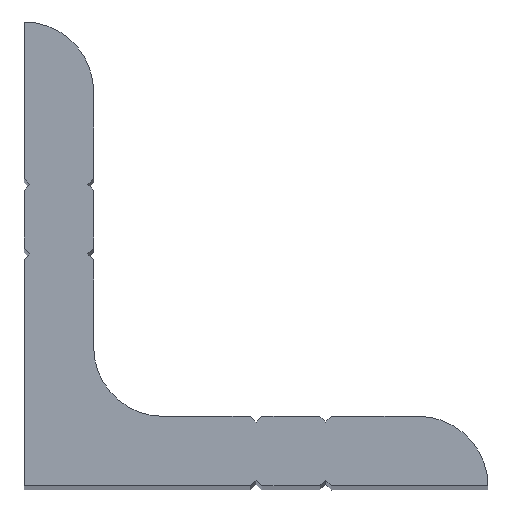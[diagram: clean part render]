
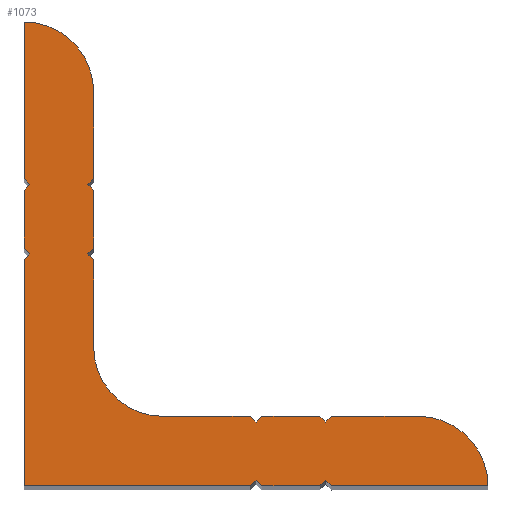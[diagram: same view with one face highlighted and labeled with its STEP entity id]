
A CAD part, top view. The second image highlights one B-rep face of the part: STEP entity #1073.
In plain terms, the highlighted planar face has unit normal (0, 0, 1).
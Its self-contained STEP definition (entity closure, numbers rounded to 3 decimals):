
#73=CARTESIAN_POINT('',(0.315,23.078,100.0));
#74=VERTEX_POINT('',#73);
#75=CARTESIAN_POINT('',(3.315,20.078,100.0));
#76=VERTEX_POINT('',#75);
#77=CARTESIAN_POINT('',(0.315,20.078,100.0));
#78=DIRECTION('',(0.0,0.0,-1.0));
#79=DIRECTION('',(-1.0,0.0,0.0));
#80=AXIS2_PLACEMENT_3D('',#77,#78,#79);
#81=CIRCLE('',#80,3.);
#82=EDGE_CURVE('',#74,#76,#81,.T.);
#115=CARTESIAN_POINT('',(3.315,16.328,100.0));
#116=VERTEX_POINT('',#115);
#117=CARTESIAN_POINT('',(3.315,20.078,100.0));
#118=DIRECTION('',(0.0,-1.0,0.0));
#119=VECTOR('',#118,3.75);
#120=LINE('',#117,#119);
#121=EDGE_CURVE('',#76,#116,#120,.T.);
#146=CARTESIAN_POINT('',(3.065,16.078,100.0));
#147=VERTEX_POINT('',#146);
#148=CARTESIAN_POINT('',(3.315,16.328,100.0));
#149=DIRECTION('',(-0.707,-0.707,0.0));
#150=VECTOR('',#149,0.354);
#151=LINE('',#148,#150);
#152=EDGE_CURVE('',#116,#147,#151,.T.);
#177=CARTESIAN_POINT('',(3.315,15.828,100.0));
#178=VERTEX_POINT('',#177);
#179=CARTESIAN_POINT('',(3.065,16.078,100.0));
#180=DIRECTION('',(0.707,-0.707,0.0));
#181=VECTOR('',#180,0.354);
#182=LINE('',#179,#181);
#183=EDGE_CURVE('',#147,#178,#182,.T.);
#208=CARTESIAN_POINT('',(3.315,13.328,100.0));
#209=VERTEX_POINT('',#208);
#210=CARTESIAN_POINT('',(3.315,15.828,100.0));
#211=DIRECTION('',(0.0,-1.0,0.0));
#212=VECTOR('',#211,2.5);
#213=LINE('',#210,#212);
#214=EDGE_CURVE('',#178,#209,#213,.T.);
#239=CARTESIAN_POINT('',(3.065,13.078,100.0));
#240=VERTEX_POINT('',#239);
#241=CARTESIAN_POINT('',(3.315,13.328,100.0));
#242=DIRECTION('',(-0.707,-0.707,0.0));
#243=VECTOR('',#242,0.354);
#244=LINE('',#241,#243);
#245=EDGE_CURVE('',#209,#240,#244,.T.);
#270=CARTESIAN_POINT('',(3.315,12.828,100.0));
#271=VERTEX_POINT('',#270);
#272=CARTESIAN_POINT('',(3.065,13.078,100.0));
#273=DIRECTION('',(0.707,-0.707,0.0));
#274=VECTOR('',#273,0.354);
#275=LINE('',#272,#274);
#276=EDGE_CURVE('',#240,#271,#275,.T.);
#301=CARTESIAN_POINT('',(3.315,9.078,100.0));
#302=VERTEX_POINT('',#301);
#303=CARTESIAN_POINT('',(3.315,12.828,100.0));
#304=DIRECTION('',(0.0,-1.0,0.0));
#305=VECTOR('',#304,3.75);
#306=LINE('',#303,#305);
#307=EDGE_CURVE('',#271,#302,#306,.T.);
#332=CARTESIAN_POINT('',(6.315,6.078,100.0));
#333=VERTEX_POINT('',#332);
#334=CARTESIAN_POINT('',(6.315,9.078,100.0));
#335=DIRECTION('',(0.0,0.0,1.0));
#336=DIRECTION('',(-1.0,0.0,0.0));
#337=AXIS2_PLACEMENT_3D('',#334,#335,#336);
#338=CIRCLE('',#337,3.);
#339=EDGE_CURVE('',#302,#333,#338,.T.);
#365=CARTESIAN_POINT('',(10.065,6.078,100.0));
#366=VERTEX_POINT('',#365);
#367=CARTESIAN_POINT('',(6.315,6.078,100.0));
#368=DIRECTION('',(1.0,0.0,0.0));
#369=VECTOR('',#368,3.75);
#370=LINE('',#367,#369);
#371=EDGE_CURVE('',#333,#366,#370,.T.);
#396=CARTESIAN_POINT('',(10.315,5.828,100.0));
#397=VERTEX_POINT('',#396);
#398=CARTESIAN_POINT('',(10.065,6.078,100.0));
#399=DIRECTION('',(0.707,-0.707,0.0));
#400=VECTOR('',#399,0.354);
#401=LINE('',#398,#400);
#402=EDGE_CURVE('',#366,#397,#401,.T.);
#427=CARTESIAN_POINT('',(10.565,6.078,100.0));
#428=VERTEX_POINT('',#427);
#429=CARTESIAN_POINT('',(10.315,5.828,100.0));
#430=DIRECTION('',(0.707,0.707,0.0));
#431=VECTOR('',#430,0.354);
#432=LINE('',#429,#431);
#433=EDGE_CURVE('',#397,#428,#432,.T.);
#458=CARTESIAN_POINT('',(13.065,6.078,100.0));
#459=VERTEX_POINT('',#458);
#460=CARTESIAN_POINT('',(10.565,6.078,100.0));
#461=DIRECTION('',(1.0,0.0,0.0));
#462=VECTOR('',#461,2.5);
#463=LINE('',#460,#462);
#464=EDGE_CURVE('',#428,#459,#463,.T.);
#489=CARTESIAN_POINT('',(13.315,5.828,100.0));
#490=VERTEX_POINT('',#489);
#491=CARTESIAN_POINT('',(13.065,6.078,100.0));
#492=DIRECTION('',(0.707,-0.707,0.0));
#493=VECTOR('',#492,0.354);
#494=LINE('',#491,#493);
#495=EDGE_CURVE('',#459,#490,#494,.T.);
#520=CARTESIAN_POINT('',(13.565,6.078,100.0));
#521=VERTEX_POINT('',#520);
#522=CARTESIAN_POINT('',(13.315,5.828,100.0));
#523=DIRECTION('',(0.707,0.707,0.0));
#524=VECTOR('',#523,0.354);
#525=LINE('',#522,#524);
#526=EDGE_CURVE('',#490,#521,#525,.T.);
#551=CARTESIAN_POINT('',(17.315,6.078,100.0));
#552=VERTEX_POINT('',#551);
#553=CARTESIAN_POINT('',(13.565,6.078,100.0));
#554=DIRECTION('',(1.0,0.0,0.0));
#555=VECTOR('',#554,3.75);
#556=LINE('',#553,#555);
#557=EDGE_CURVE('',#521,#552,#556,.T.);
#582=CARTESIAN_POINT('',(20.315,3.078,100.0));
#583=VERTEX_POINT('',#582);
#584=CARTESIAN_POINT('',(17.315,3.078,100.0));
#585=DIRECTION('',(0.0,0.0,-1.0));
#586=DIRECTION('',(-1.0,0.0,0.0));
#587=AXIS2_PLACEMENT_3D('',#584,#585,#586);
#588=CIRCLE('',#587,3.);
#589=EDGE_CURVE('',#552,#583,#588,.T.);
#615=CARTESIAN_POINT('',(13.565,3.078,100.0));
#616=VERTEX_POINT('',#615);
#617=CARTESIAN_POINT('',(20.315,3.078,100.0));
#618=DIRECTION('',(-1.0,0.0,0.0));
#619=VECTOR('',#618,6.75);
#620=LINE('',#617,#619);
#621=EDGE_CURVE('',#583,#616,#620,.T.);
#646=CARTESIAN_POINT('',(13.315,3.328,100.0));
#647=VERTEX_POINT('',#646);
#648=CARTESIAN_POINT('',(13.565,3.078,100.0));
#649=DIRECTION('',(-0.707,0.707,0.0));
#650=VECTOR('',#649,0.354);
#651=LINE('',#648,#650);
#652=EDGE_CURVE('',#616,#647,#651,.T.);
#677=CARTESIAN_POINT('',(13.065,3.078,100.0));
#678=VERTEX_POINT('',#677);
#679=CARTESIAN_POINT('',(13.315,3.328,100.0));
#680=DIRECTION('',(-0.707,-0.707,0.0));
#681=VECTOR('',#680,0.354);
#682=LINE('',#679,#681);
#683=EDGE_CURVE('',#647,#678,#682,.T.);
#708=CARTESIAN_POINT('',(10.565,3.078,100.0));
#709=VERTEX_POINT('',#708);
#710=CARTESIAN_POINT('',(13.065,3.078,100.0));
#711=DIRECTION('',(-1.0,0.0,0.0));
#712=VECTOR('',#711,2.5);
#713=LINE('',#710,#712);
#714=EDGE_CURVE('',#678,#709,#713,.T.);
#739=CARTESIAN_POINT('',(10.315,3.328,100.0));
#740=VERTEX_POINT('',#739);
#741=CARTESIAN_POINT('',(10.565,3.078,100.0));
#742=DIRECTION('',(-0.707,0.707,0.0));
#743=VECTOR('',#742,0.354);
#744=LINE('',#741,#743);
#745=EDGE_CURVE('',#709,#740,#744,.T.);
#770=CARTESIAN_POINT('',(10.065,3.078,100.0));
#771=VERTEX_POINT('',#770);
#772=CARTESIAN_POINT('',(10.315,3.328,100.0));
#773=DIRECTION('',(-0.707,-0.707,0.0));
#774=VECTOR('',#773,0.354);
#775=LINE('',#772,#774);
#776=EDGE_CURVE('',#740,#771,#775,.T.);
#801=CARTESIAN_POINT('',(0.315,3.078,100.0));
#802=VERTEX_POINT('',#801);
#803=CARTESIAN_POINT('',(10.065,3.078,100.0));
#804=DIRECTION('',(-1.0,0.0,0.0));
#805=VECTOR('',#804,9.75);
#806=LINE('',#803,#805);
#807=EDGE_CURVE('',#771,#802,#806,.T.);
#832=CARTESIAN_POINT('',(0.315,12.828,100.0));
#833=VERTEX_POINT('',#832);
#834=CARTESIAN_POINT('',(0.315,3.078,100.0));
#835=DIRECTION('',(0.0,1.0,0.0));
#836=VECTOR('',#835,9.75);
#837=LINE('',#834,#836);
#838=EDGE_CURVE('',#802,#833,#837,.T.);
#863=CARTESIAN_POINT('',(0.565,13.078,100.0));
#864=VERTEX_POINT('',#863);
#865=CARTESIAN_POINT('',(0.315,12.828,100.0));
#866=DIRECTION('',(0.707,0.707,0.0));
#867=VECTOR('',#866,0.354);
#868=LINE('',#865,#867);
#869=EDGE_CURVE('',#833,#864,#868,.T.);
#894=CARTESIAN_POINT('',(0.315,13.328,100.0));
#895=VERTEX_POINT('',#894);
#896=CARTESIAN_POINT('',(0.565,13.078,100.0));
#897=DIRECTION('',(-0.707,0.707,0.0));
#898=VECTOR('',#897,0.354);
#899=LINE('',#896,#898);
#900=EDGE_CURVE('',#864,#895,#899,.T.);
#925=CARTESIAN_POINT('',(0.315,15.828,100.0));
#926=VERTEX_POINT('',#925);
#927=CARTESIAN_POINT('',(0.315,13.328,100.0));
#928=DIRECTION('',(0.0,1.0,0.0));
#929=VECTOR('',#928,2.5);
#930=LINE('',#927,#929);
#931=EDGE_CURVE('',#895,#926,#930,.T.);
#956=CARTESIAN_POINT('',(0.565,16.078,100.0));
#957=VERTEX_POINT('',#956);
#958=CARTESIAN_POINT('',(0.315,15.828,100.0));
#959=DIRECTION('',(0.707,0.707,0.0));
#960=VECTOR('',#959,0.354);
#961=LINE('',#958,#960);
#962=EDGE_CURVE('',#926,#957,#961,.T.);
#987=CARTESIAN_POINT('',(0.315,16.328,100.0));
#988=VERTEX_POINT('',#987);
#989=CARTESIAN_POINT('',(0.565,16.078,100.0));
#990=DIRECTION('',(-0.707,0.707,0.0));
#991=VECTOR('',#990,0.354);
#992=LINE('',#989,#991);
#993=EDGE_CURVE('',#957,#988,#992,.T.);
#1018=CARTESIAN_POINT('',(0.315,16.328,100.0));
#1019=DIRECTION('',(0.0,1.0,0.0));
#1020=VECTOR('',#1019,6.75);
#1021=LINE('',#1018,#1020);
#1022=EDGE_CURVE('',#988,#74,#1021,.T.);
#1035=CARTESIAN_POINT('',(6.581,9.345,100.0));
#1036=DIRECTION('',(0.0,0.0,1.0));
#1037=DIRECTION('',(1.0,0.0,0.0));
#1038=AXIS2_PLACEMENT_3D('',#1035,#1036,#1037);
#1039=PLANE('',#1038);
#1040=ORIENTED_EDGE('',*,*,#82,.F.);
#1041=ORIENTED_EDGE('',*,*,#1022,.F.);
#1042=ORIENTED_EDGE('',*,*,#993,.F.);
#1043=ORIENTED_EDGE('',*,*,#962,.F.);
#1044=ORIENTED_EDGE('',*,*,#931,.F.);
#1045=ORIENTED_EDGE('',*,*,#900,.F.);
#1046=ORIENTED_EDGE('',*,*,#869,.F.);
#1047=ORIENTED_EDGE('',*,*,#838,.F.);
#1048=ORIENTED_EDGE('',*,*,#807,.F.);
#1049=ORIENTED_EDGE('',*,*,#776,.F.);
#1050=ORIENTED_EDGE('',*,*,#745,.F.);
#1051=ORIENTED_EDGE('',*,*,#714,.F.);
#1052=ORIENTED_EDGE('',*,*,#683,.F.);
#1053=ORIENTED_EDGE('',*,*,#652,.F.);
#1054=ORIENTED_EDGE('',*,*,#621,.F.);
#1055=ORIENTED_EDGE('',*,*,#589,.F.);
#1056=ORIENTED_EDGE('',*,*,#557,.F.);
#1057=ORIENTED_EDGE('',*,*,#526,.F.);
#1058=ORIENTED_EDGE('',*,*,#495,.F.);
#1059=ORIENTED_EDGE('',*,*,#464,.F.);
#1060=ORIENTED_EDGE('',*,*,#433,.F.);
#1061=ORIENTED_EDGE('',*,*,#402,.F.);
#1062=ORIENTED_EDGE('',*,*,#371,.F.);
#1063=ORIENTED_EDGE('',*,*,#339,.F.);
#1064=ORIENTED_EDGE('',*,*,#307,.F.);
#1065=ORIENTED_EDGE('',*,*,#276,.F.);
#1066=ORIENTED_EDGE('',*,*,#245,.F.);
#1067=ORIENTED_EDGE('',*,*,#214,.F.);
#1068=ORIENTED_EDGE('',*,*,#183,.F.);
#1069=ORIENTED_EDGE('',*,*,#152,.F.);
#1070=ORIENTED_EDGE('',*,*,#121,.F.);
#1071=EDGE_LOOP('',(#1040,#1041,#1042,#1043,#1044,#1045,#1046,#1047,#1048,#1049,#1050,#1051,#1052,#1053,#1054,#1055,#1056,#1057,#1058,#1059,#1060,#1061,#1062,#1063,#1064,#1065,#1066,#1067,#1068,#1069,#1070));
#1072=FACE_OUTER_BOUND('',#1071,.T.);
#1073=ADVANCED_FACE('',(#1072),#1039,.T.);
